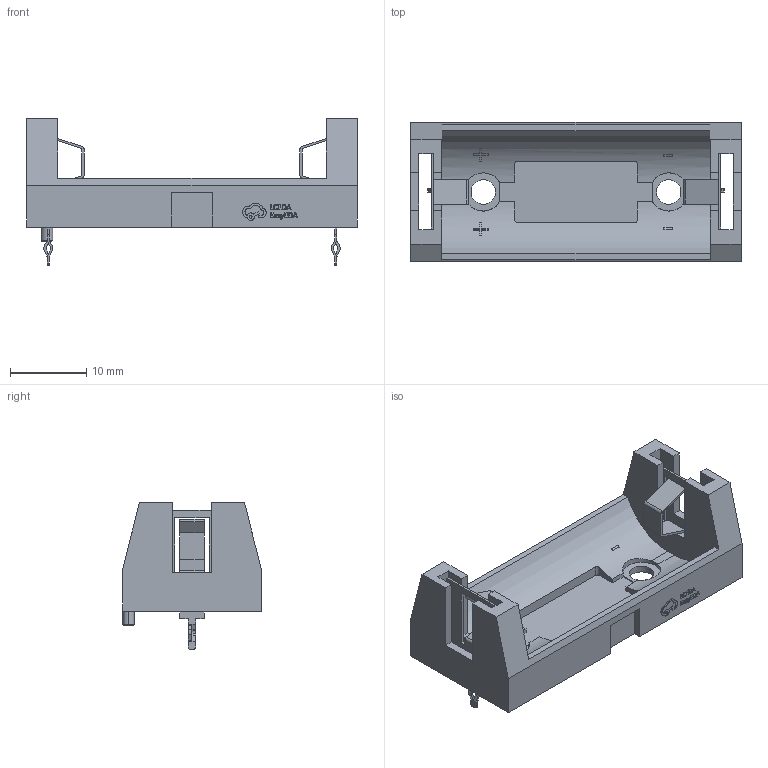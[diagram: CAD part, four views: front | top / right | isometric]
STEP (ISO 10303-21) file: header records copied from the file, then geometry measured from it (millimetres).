
FILE_DESCRIPTION (( 'STEP AP214' ), '1' );
FILE_NAME ('BAT-TH_BH-123A-A5BJ002.STEP', '2023-11-07T09:50:52', ( '个人用户' ), ( '微软中国' ), 'SwSTEP 2.0', 'SolidWorks 2020', '' );
FILE_SCHEMA (( 'AUTOMOTIVE_DESIGN' ));
Length unit declared in the file: millimetre
Products named in the file (1): BAT-TH_BH-123A-A5BJ002
Bounding box: 43.29 x 18.2 x 19.2 mm (x, y, z)
Volume: 3113.3 mm3; surface area: 3856.8 mm2
Topology: 1 solids, 1 shells, 462 faces, 1302 edges, 858 vertices
Faces by surface type: plane 311, bspline 98, cylinder 51, cone 2
Entity records: 20544 total; most frequent: CARTESIAN_POINT 4039, ORIENTED_EDGE 2604, DIRECTION 1950, EDGE_CURVE 1302, LINE 964, VECTOR 964, VERTEX_POINT 858, EDGE_LOOP 494
